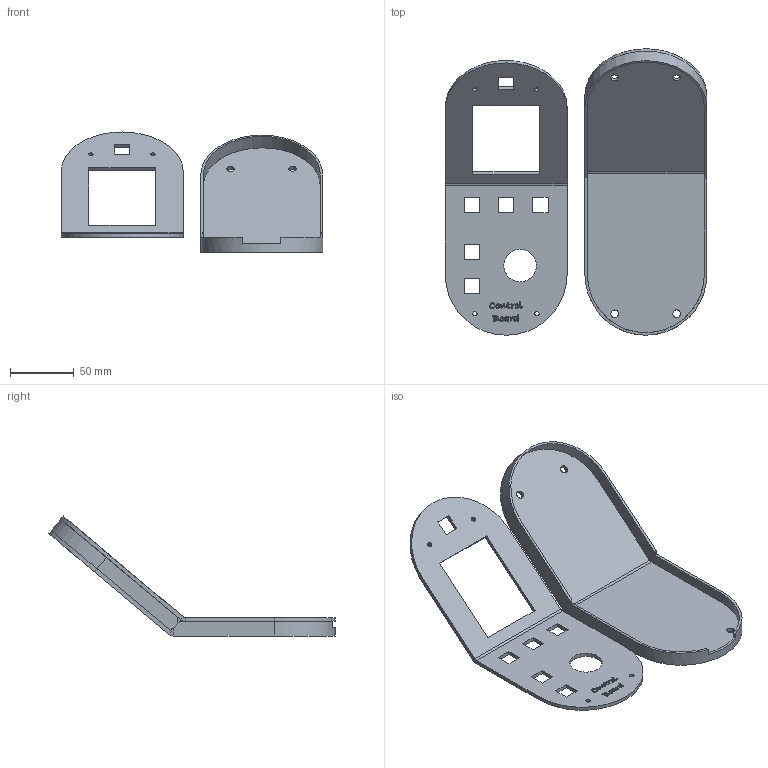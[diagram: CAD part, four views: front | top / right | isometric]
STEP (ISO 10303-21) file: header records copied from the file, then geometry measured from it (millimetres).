
FILE_DESCRIPTION(/* description */ (''),/* implementation_level */ '2;1');
FILE_NAME(/* name */ 'Control Board.step',/* time_stamp */ '2025-07-31T23:17:08-04:00',/* author */ (''),/* organization */ (''),/* preprocessor_version */ 'ST-DEVELOPER v20.1',/* originating_system */ 'Autodesk Translation Framework v14.10.0.0',/* authorisation */ '');
FILE_SCHEMA (('AUTOMOTIVE_DESIGN { 1 0 10303 214 3 1 1 }'));
Products named in the file (1): Control Board
Bounding box: 206 x 225.44 x 94.49 mm (x, y, z)
Volume: 127191 mm3; surface area: 95017.1 mm2
Topology: 2 solids, 2 shells, 1797 faces, 5350 edges, 3570 vertices
Faces by surface type: plane 1420, bspline 357, cylinder 20
Full cylindrical faces by diameter (mm): 3.4 x4, 6 x4, 25.7 x1
Entity records: 62686 total; most frequent: CARTESIAN_POINT 16852, ORIENTED_EDGE 10680, DIRECTION 7531, EDGE_CURVE 5340, LINE 4563, VECTOR 4563, VERTEX_POINT 3566, EDGE_LOOP 1848
